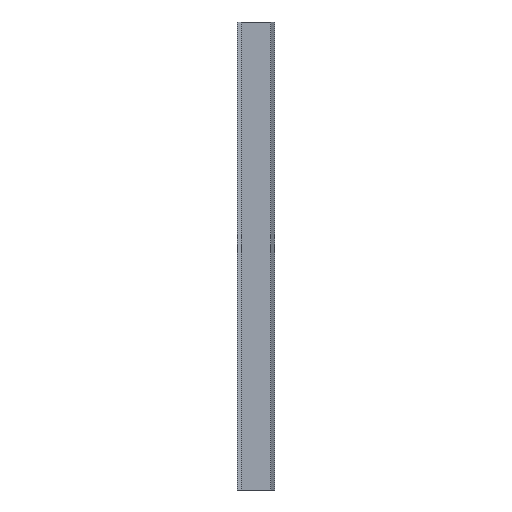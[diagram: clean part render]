
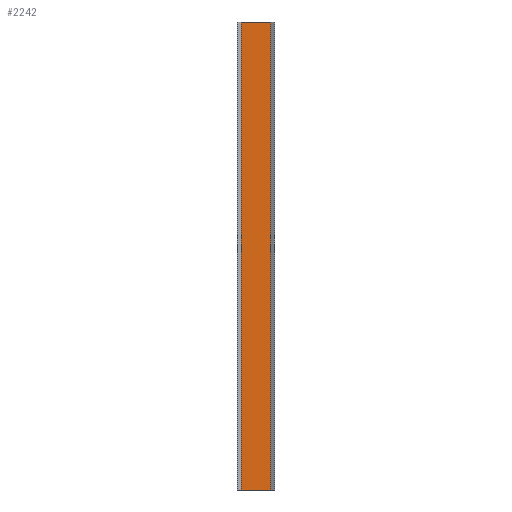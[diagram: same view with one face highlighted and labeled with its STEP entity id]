
A CAD part, front view. The second image highlights one B-rep face of the part: STEP entity #2242.
In plain terms, the highlighted planar face has unit normal (0, -1, 0).
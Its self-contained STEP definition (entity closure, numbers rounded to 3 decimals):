
#34 = VECTOR ( 'NONE', #705, 1000. ) ;
#37 = DIRECTION ( 'NONE',  ( 1., 0., 0. ) ) ;
#111 = VERTEX_POINT ( 'NONE', #3466 ) ;
#174 = ORIENTED_EDGE ( 'NONE', *, *, #2527, .F. ) ;
#250 = VERTEX_POINT ( 'NONE', #2452 ) ;
#338 = FACE_OUTER_BOUND ( 'NONE', #519, .T. ) ;
#404 = CARTESIAN_POINT ( 'NONE',  ( -18.8, 0., 500. ) ) ;
#519 = EDGE_LOOP ( 'NONE', ( #2143, #174, #3021, #1219 ) ) ;
#705 = DIRECTION ( 'NONE',  ( 0., 0., -1. ) ) ;
#782 = DIRECTION ( 'NONE',  ( -1., 0., 0. ) ) ;
#860 = VECTOR ( 'NONE', #1863, 1000. ) ;
#1217 = CARTESIAN_POINT ( 'NONE',  ( -18.8, 0., 0. ) ) ;
#1219 = ORIENTED_EDGE ( 'NONE', *, *, #2534, .T. ) ;
#1222 = AXIS2_PLACEMENT_3D ( 'NONE', #1632, #2479, #782 ) ;
#1549 = VECTOR ( 'NONE', #2129, 1000. ) ;
#1632 = CARTESIAN_POINT ( 'NONE',  ( 18.8, 0., 500. ) ) ;
#1634 = LINE ( 'NONE', #3557, #860 ) ;
#1863 = DIRECTION ( 'NONE',  ( 0., 0., -1. ) ) ;
#2022 = CARTESIAN_POINT ( 'NONE',  ( 18.8, 0., 0. ) ) ;
#2129 = DIRECTION ( 'NONE',  ( 1., 0., 0. ) ) ;
#2143 = ORIENTED_EDGE ( 'NONE', *, *, #2518, .T. ) ;
#2202 = PLANE ( 'NONE',  #1222 ) ;
#2242 = ADVANCED_FACE ( 'NONE', ( #338 ), #2202, .F. ) ;
#2278 = LINE ( 'NONE', #404, #34 ) ;
#2362 = VECTOR ( 'NONE', #37, 1000. ) ;
#2452 = CARTESIAN_POINT ( 'NONE',  ( 18.8, 0., 500. ) ) ;
#2454 = LINE ( 'NONE', #2022, #2362 ) ;
#2479 = DIRECTION ( 'NONE',  ( 0., 1., 0. ) ) ;
#2494 = CARTESIAN_POINT ( 'NONE',  ( 18.8, 0., 0. ) ) ;
#2518 = EDGE_CURVE ( 'NONE', #3106, #2649, #2454, .T. ) ;
#2527 = EDGE_CURVE ( 'NONE', #250, #2649, #1634, .T. ) ;
#2532 = EDGE_CURVE ( 'NONE', #111, #250, #3120, .T. ) ;
#2534 = EDGE_CURVE ( 'NONE', #111, #3106, #2278, .T. ) ;
#2649 = VERTEX_POINT ( 'NONE', #2494 ) ;
#2972 = CARTESIAN_POINT ( 'NONE',  ( 18.8, 0., 500. ) ) ;
#3021 = ORIENTED_EDGE ( 'NONE', *, *, #2532, .F. ) ;
#3106 = VERTEX_POINT ( 'NONE', #1217 ) ;
#3120 = LINE ( 'NONE', #2972, #1549 ) ;
#3466 = CARTESIAN_POINT ( 'NONE',  ( -18.8, 0., 500. ) ) ;
#3557 = CARTESIAN_POINT ( 'NONE',  ( 18.8, 0., 500. ) ) ;
